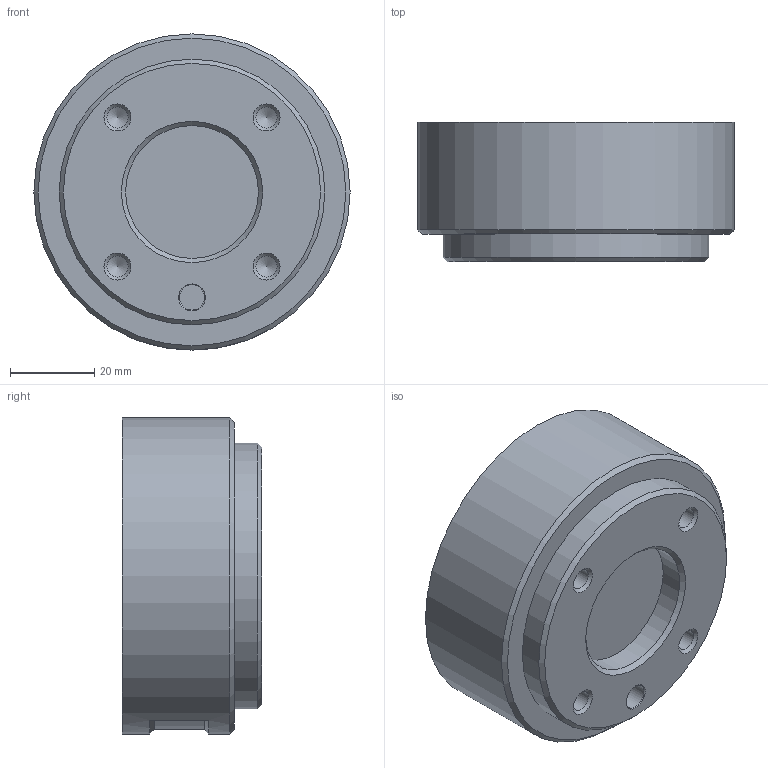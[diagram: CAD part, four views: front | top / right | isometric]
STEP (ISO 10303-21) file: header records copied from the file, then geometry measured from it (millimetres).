
FILE_DESCRIPTION(/* description */ (''),/* implementation_level */ '2;1');
FILE_NAME(/* name */ '31008_Support_ipt_ce5c2366.STEP',/* time_stamp */ '2018-12-04T14:45:34+01:00',/* author */ ('chsl'),/* organization */ (''),/* preprocessor_version */ 'ST-DEVELOPER v17',/* originating_system */ 'Autodesk Inventor 2019',/* authorisation */ '');
FILE_SCHEMA (('AUTOMOTIVE_DESIGN { 1 0 10303 214 3 1 1 }'));
Length unit declared in the file: millimetre
Products named in the file (1): 31008_Support
Bounding box: 75 x 33 x 75 mm (x, y, z)
Volume: 130146.4 mm3; surface area: 18107.9 mm2
Topology: 1 solids, 6 shells, 60 faces, 137 edges, 92 vertices
Faces by surface type: cone 24, cylinder 19, plane 17
Full cylindrical faces by diameter (mm): 2.5 x5, 5 x4, 6 x1, 6.1 x5, 31.5 x1, 63 x1, 75 x1
Entity records: 1755 total; most frequent: DIRECTION 325, CARTESIAN_POINT 317, ORIENTED_EDGE 256, AXIS2_PLACEMENT_3D 140, EDGE_CURVE 128, VERTEX_POINT 92, CIRCLE 79, EDGE_LOOP 72
